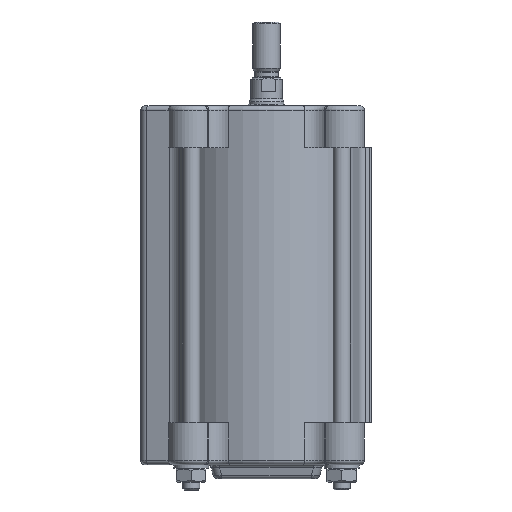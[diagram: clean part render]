
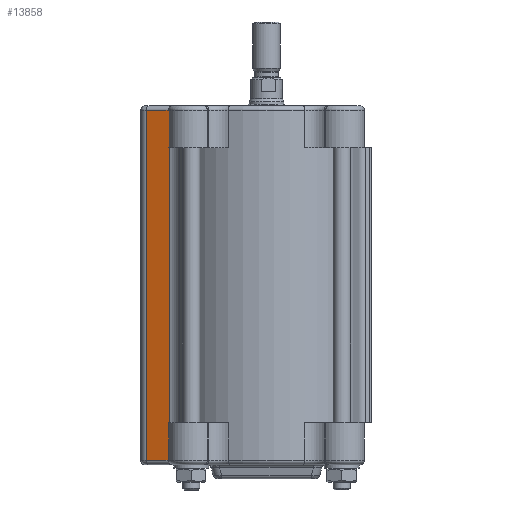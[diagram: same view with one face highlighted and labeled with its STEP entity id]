
A CAD part, front view. The second image highlights one B-rep face of the part: STEP entity #13858.
In plain terms, the highlighted planar face has unit normal (-0.342, -0.94, 0).
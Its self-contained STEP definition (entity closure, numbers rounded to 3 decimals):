
#665=LINE('',#21598,#1089);
#762=LINE('',#23988,#1186);
#763=LINE('',#23992,#1187);
#764=LINE('',#23993,#1188);
#1089=VECTOR('',#17171,10.);
#1186=VECTOR('',#18282,10.);
#1187=VECTOR('',#18287,10.);
#1188=VECTOR('',#18288,10.);
#1687=PLANE('',#15279);
#2769=FACE_OUTER_BOUND('',#3844,.T.);
#3844=EDGE_LOOP('',(#10275,#10276,#10277,#10278));
#5905=VERTEX_POINT('',#21591);
#5907=VERTEX_POINT('',#21597);
#6181=VERTEX_POINT('',#23987);
#6182=VERTEX_POINT('',#23991);
#7168=EDGE_CURVE('',#5905,#5907,#665,.T.);
#7657=EDGE_CURVE('',#5907,#6181,#762,.T.);
#7659=EDGE_CURVE('',#6182,#5905,#763,.T.);
#7660=EDGE_CURVE('',#6181,#6182,#764,.T.);
#10275=ORIENTED_EDGE('',*,*,#7657,.F.);
#10276=ORIENTED_EDGE('',*,*,#7168,.F.);
#10277=ORIENTED_EDGE('',*,*,#7659,.F.);
#10278=ORIENTED_EDGE('',*,*,#7660,.F.);
#13858=ADVANCED_FACE('',(#2769),#1687,.T.);
#15279=AXIS2_PLACEMENT_3D('',#23990,#18285,#18286);
#17171=DIRECTION('',(0.94,-0.342,0.));
#18282=DIRECTION('',(0.,0.,-1.));
#18285=DIRECTION('center_axis',(-0.342,-0.94,0.));
#18286=DIRECTION('ref_axis',(-0.94,0.342,0.));
#18287=DIRECTION('',(0.,0.,1.));
#18288=DIRECTION('',(-0.94,0.342,0.));
#21591=CARTESIAN_POINT('',(-68.71,-10.197,179.));
#21597=CARTESIAN_POINT('',(-55.788,-14.901,179.));
#21598=CARTESIAN_POINT('',(-29.675,-24.405,179.));
#23987=CARTESIAN_POINT('',(-55.788,-14.901,-21.5));
#23988=CARTESIAN_POINT('',(-55.788,-14.901,-24.));
#23990=CARTESIAN_POINT('Origin',(-48.036,-17.722,181.5));
#23991=CARTESIAN_POINT('',(-68.71,-10.197,-21.5));
#23992=CARTESIAN_POINT('',(-68.71,-10.197,181.5));
#23993=CARTESIAN_POINT('',(-41.657,-20.044,-21.5));
